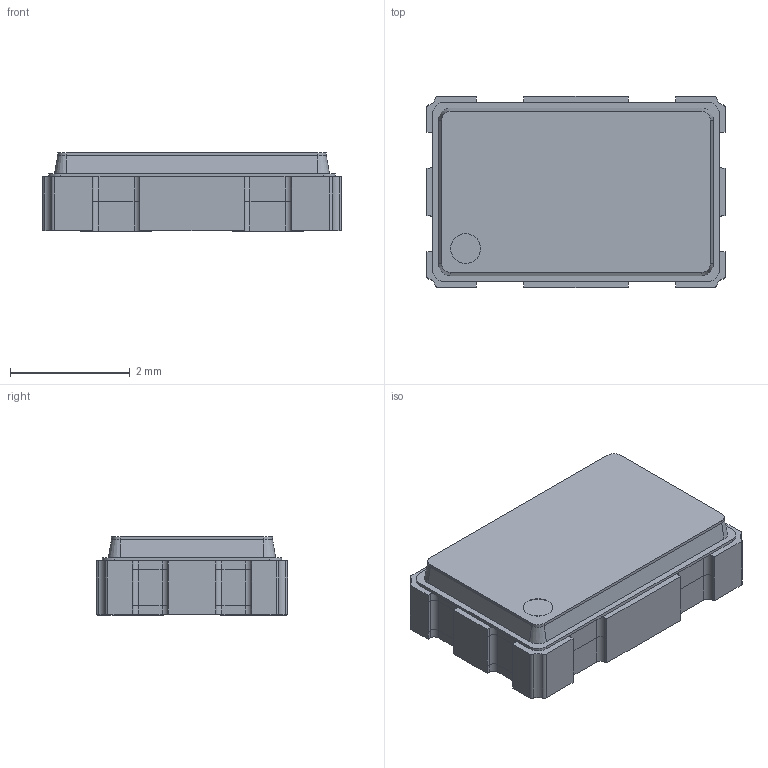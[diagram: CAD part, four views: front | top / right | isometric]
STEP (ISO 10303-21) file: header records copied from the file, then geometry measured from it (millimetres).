
FILE_DESCRIPTION (( 'STEP AP214' ), '1' );
FILE_NAME ('OSC-SMD_4P-L5.0-W3.2-BL-SIT8102AI-32.STEP', '2022-04-16T13:28:51', ( '' ), ( '' ), 'SwSTEP 2.0', 'SolidWorks 2020', '' );
FILE_SCHEMA (( 'AUTOMOTIVE_DESIGN' ));
Length unit declared in the file: millimetre
Products named in the file (1): OSC-SMD_4P-L5.0-W3.2-BL-SIT8102AI-32
Bounding box: 5 x 3.2 x 1.31 mm (x, y, z)
Volume: 18.7 mm3; surface area: 52.1 mm2
Topology: 1 solids, 1 shells, 254 faces, 657 edges, 414 vertices
Faces by surface type: plane 174, cylinder 62, bspline 14, cone 4
Entity records: 11133 total; most frequent: CARTESIAN_POINT 2124, ORIENTED_EDGE 1314, DIRECTION 1231, EDGE_CURVE 657, LINE 509, VECTOR 509, VERTEX_POINT 414, AXIS2_PLACEMENT_3D 361
